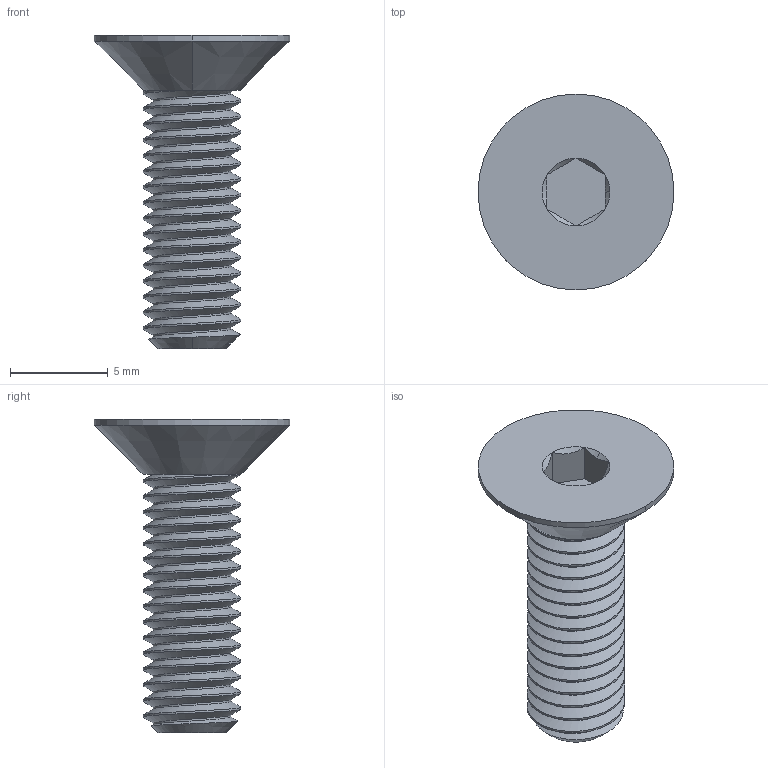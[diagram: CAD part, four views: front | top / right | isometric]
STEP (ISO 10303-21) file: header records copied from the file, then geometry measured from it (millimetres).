
FILE_DESCRIPTION (( 'STEP AP214' ), '1' );
FILE_NAME ('Flat Head Screw M5 x 16mm 91294A212.STEP', '2023-02-25T15:47:41', ( '' ), ( '' ), 'SwSTEP 2.0', 'SolidWorks 2023', '' );
FILE_SCHEMA (( 'AUTOMOTIVE_DESIGN' ));
Length unit declared in the file: millimetre
Products named in the file (1): Flat Head Screw M5 x 16mm 91294A212_91294A212
Bounding box: 10 x 10 x 16 mm (x, y, z)
Volume: 330.6 mm3; surface area: 558 mm2
Topology: 2 solids, 2 shells, 59 faces, 148 edges, 94 vertices
Faces by surface type: cylinder 34, cone 11, plane 11, bspline 3
Entity records: 4397 total; most frequent: CARTESIAN_POINT 3180, ORIENTED_EDGE 296, DIRECTION 198, EDGE_CURVE 148, VERTEX_POINT 94, AXIS2_PLACEMENT_3D 74, EDGE_LOOP 60, FACE_OUTER_BOUND 59
